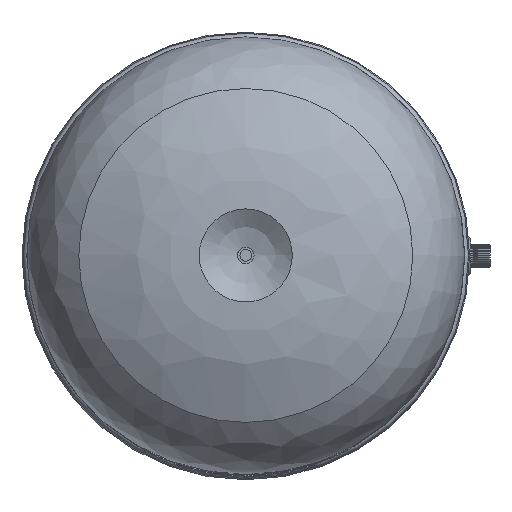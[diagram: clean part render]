
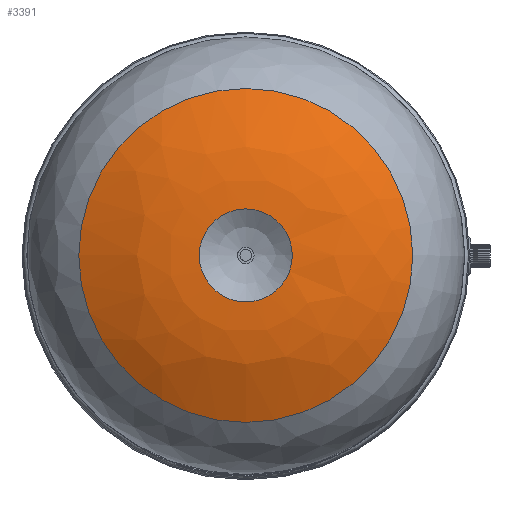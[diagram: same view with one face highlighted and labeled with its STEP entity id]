
A CAD part, top view. The second image highlights one B-rep face of the part: STEP entity #3391.
In plain terms, the highlighted free-form (B-spline) face has degree [2, 2] with [3, 9] control points.
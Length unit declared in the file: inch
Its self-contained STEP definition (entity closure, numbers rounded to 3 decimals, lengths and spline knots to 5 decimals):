
#651=(
BOUNDED_CURVE()
B_SPLINE_CURVE(2,(#5594,#5595,#5596),.UNSPECIFIED.,.F.,.F.)
B_SPLINE_CURVE_WITH_KNOTS((3,3),(1.0629,1.56313),
 .UNSPECIFIED.)
CURVE()
GEOMETRIC_REPRESENTATION_ITEM()
RATIONAL_B_SPLINE_CURVE((1.,0.969,1.))
REPRESENTATION_ITEM('')
);
#658=(
BOUNDED_SURFACE()
B_SPLINE_SURFACE(2,2,((#5563,#5564,#5565,#5566,#5567,#5568,#5569,#5570,
#5571),(#5572,#5573,#5574,#5575,#5576,#5577,#5578,#5579,#5580),(#5581,#5582,
#5583,#5584,#5585,#5586,#5587,#5588,#5589)),.UNSPECIFIED.,.F.,.T.,.F.)
B_SPLINE_SURFACE_WITH_KNOTS((3,3),(3,2,2,2,3),(-1.56313,-1.0629),
(-3.14159,-1.5708,0.,1.5708,3.14159),
 .UNSPECIFIED.)
GEOMETRIC_REPRESENTATION_ITEM()
RATIONAL_B_SPLINE_SURFACE(((1.,0.707,1.,0.707,1.,
0.707,1.,0.707,1.),(0.969,0.685,
0.969,0.685,0.969,0.685,0.969,
0.685,0.969),(1.,0.707,1.,0.707,
1.,0.707,1.,0.707,1.)))
REPRESENTATION_ITEM('')
SURFACE()
);
#765=FACE_OUTER_BOUND('',#979,.T.);
#979=EDGE_LOOP('',(#2236,#2237,#2238,#2239,#2240,#2241));
#1220=CIRCLE('',#3621,1.88516);
#1221=CIRCLE('',#3622,1.88516);
#1222=CIRCLE('',#3623,6.76885);
#1223=CIRCLE('',#3624,6.76885);
#1394=VERTEX_POINT('',#5556);
#1395=VERTEX_POINT('',#5560);
#1396=VERTEX_POINT('',#5590);
#1397=VERTEX_POINT('',#5591);
#1731=EDGE_CURVE('',#1395,#1394,#1220,.T.);
#1732=EDGE_CURVE('',#1394,#1395,#1221,.T.);
#1733=EDGE_CURVE('',#1396,#1397,#1222,.T.);
#1734=EDGE_CURVE('',#1397,#1396,#1223,.T.);
#1735=EDGE_CURVE('',#1397,#1394,#651,.T.);
#2236=ORIENTED_EDGE('',*,*,#1733,.F.);
#2237=ORIENTED_EDGE('',*,*,#1734,.F.);
#2238=ORIENTED_EDGE('',*,*,#1735,.T.);
#2239=ORIENTED_EDGE('',*,*,#1732,.T.);
#2240=ORIENTED_EDGE('',*,*,#1731,.T.);
#2241=ORIENTED_EDGE('',*,*,#1735,.F.);
#3391=ADVANCED_FACE('',(#765),#658,.F.);
#3621=AXIS2_PLACEMENT_3D('',#5561,#4015,#4016);
#3622=AXIS2_PLACEMENT_3D('',#5562,#4017,#4018);
#3623=AXIS2_PLACEMENT_3D('',#5592,#4019,#4020);
#3624=AXIS2_PLACEMENT_3D('',#5593,#4021,#4022);
#4015=DIRECTION('center_axis',(0.,0.,-1.));
#4016=DIRECTION('ref_axis',(-1.,0.,0.));
#4017=DIRECTION('center_axis',(0.,0.,-1.));
#4018=DIRECTION('ref_axis',(-1.,0.,0.));
#4019=DIRECTION('center_axis',(0.,0.,-1.));
#4020=DIRECTION('ref_axis',(-1.,0.,0.));
#4021=DIRECTION('center_axis',(0.,0.,-1.));
#4022=DIRECTION('ref_axis',(-1.,0.,0.));
#5556=CARTESIAN_POINT('',(-11.6941,0.,24.56796));
#5560=CARTESIAN_POINT('',(-15.46441,0.,24.56796));
#5561=CARTESIAN_POINT('Origin',(-13.57925,0.,24.56796));
#5562=CARTESIAN_POINT('Origin',(-13.57925,0.,24.56796));
#5563=CARTESIAN_POINT('Ctrl Pts',(-11.6941,0.,24.56796));
#5564=CARTESIAN_POINT('Ctrl Pts',(-11.6941,-1.88516,24.56796));
#5565=CARTESIAN_POINT('Ctrl Pts',(-13.57925,-1.88516,24.56796));
#5566=CARTESIAN_POINT('Ctrl Pts',(-15.46441,-1.88516,24.56796));
#5567=CARTESIAN_POINT('Ctrl Pts',(-15.46441,0.,24.56796));
#5568=CARTESIAN_POINT('Ctrl Pts',(-15.46441,1.88516,24.56796));
#5569=CARTESIAN_POINT('Ctrl Pts',(-13.57925,1.88516,24.56796));
#5570=CARTESIAN_POINT('Ctrl Pts',(-11.6941,1.88516,24.56796));
#5571=CARTESIAN_POINT('Ctrl Pts',(-11.6941,0.,24.56796));
#5572=CARTESIAN_POINT('Ctrl Pts',(-9.08779,0.,24.54798));
#5573=CARTESIAN_POINT('Ctrl Pts',(-9.08779,-4.49146,24.54798));
#5574=CARTESIAN_POINT('Ctrl Pts',(-13.57925,-4.49146,24.54798));
#5575=CARTESIAN_POINT('Ctrl Pts',(-18.07072,-4.49146,24.54798));
#5576=CARTESIAN_POINT('Ctrl Pts',(-18.07072,0.,24.54798));
#5577=CARTESIAN_POINT('Ctrl Pts',(-18.07072,4.49146,24.54798));
#5578=CARTESIAN_POINT('Ctrl Pts',(-13.57925,4.49146,24.54798));
#5579=CARTESIAN_POINT('Ctrl Pts',(-9.08779,4.49146,24.54798));
#5580=CARTESIAN_POINT('Ctrl Pts',(-9.08779,0.,24.54798));
#5581=CARTESIAN_POINT('Ctrl Pts',(-6.8104,0.,23.28041));
#5582=CARTESIAN_POINT('Ctrl Pts',(-6.8104,-6.76885,23.28041));
#5583=CARTESIAN_POINT('Ctrl Pts',(-13.57925,-6.76885,23.28041));
#5584=CARTESIAN_POINT('Ctrl Pts',(-20.3481,-6.76885,23.28041));
#5585=CARTESIAN_POINT('Ctrl Pts',(-20.3481,0.,23.28041));
#5586=CARTESIAN_POINT('Ctrl Pts',(-20.3481,6.76885,23.28041));
#5587=CARTESIAN_POINT('Ctrl Pts',(-13.57925,6.76885,23.28041));
#5588=CARTESIAN_POINT('Ctrl Pts',(-6.8104,6.76885,23.28041));
#5589=CARTESIAN_POINT('Ctrl Pts',(-6.8104,0.,23.28041));
#5590=CARTESIAN_POINT('',(-20.3481,0.,23.28041));
#5591=CARTESIAN_POINT('',(-6.8104,0.,23.28041));
#5592=CARTESIAN_POINT('Origin',(-13.57925,0.,23.28041));
#5593=CARTESIAN_POINT('Origin',(-13.57925,0.,23.28041));
#5594=CARTESIAN_POINT('Ctrl Pts',(-6.8104,0.,23.28041));
#5595=CARTESIAN_POINT('Ctrl Pts',(-9.08779,0.,24.54798));
#5596=CARTESIAN_POINT('Ctrl Pts',(-11.6941,0.,24.56796));
